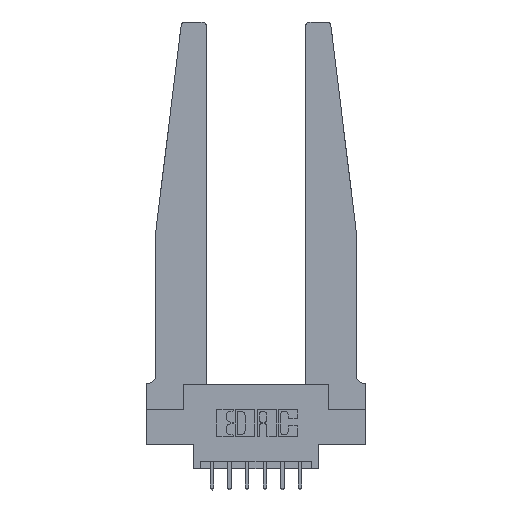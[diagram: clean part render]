
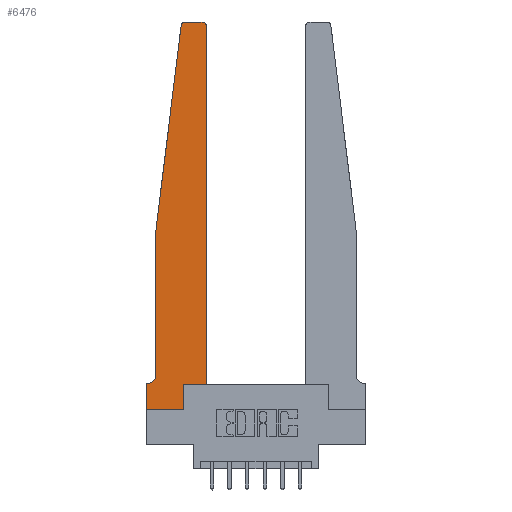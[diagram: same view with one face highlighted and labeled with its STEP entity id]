
A CAD part, top view. The second image highlights one B-rep face of the part: STEP entity #6476.
In plain terms, the highlighted planar face has unit normal (0, 0, 1).
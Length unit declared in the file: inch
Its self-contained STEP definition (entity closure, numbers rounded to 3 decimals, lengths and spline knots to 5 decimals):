
#182 = VECTOR ( 'NONE', #13683, 39.37008 ) ;
#313 = EDGE_CURVE ( 'NONE', #5655, #10236, #12324, .T. ) ;
#337 = ORIENTED_EDGE ( 'NONE', *, *, #5986, .T. ) ;
#470 = ORIENTED_EDGE ( 'NONE', *, *, #5984, .T. ) ;
#551 = CARTESIAN_POINT ( 'NONE',  ( 0.425, 0.18, 0.37 ) ) ;
#586 = LINE ( 'NONE', #8691, #8448 ) ;
#658 = ORIENTED_EDGE ( 'NONE', *, *, #1329, .T. ) ;
#660 = CARTESIAN_POINT ( 'NONE',  ( 0.065, 1.25, 0.37 ) ) ;
#769 = VECTOR ( 'NONE', #13497, 39.37008 ) ;
#940 = DIRECTION ( 'NONE',  ( 1., 0., 0. ) ) ;
#1231 = VERTEX_POINT ( 'NONE', #4980 ) ;
#1243 = DIRECTION ( 'NONE',  ( 0., 0., 1. ) ) ;
#1329 = EDGE_CURVE ( 'NONE', #2486, #3832, #9230, .T. ) ;
#1440 = CARTESIAN_POINT ( 'NONE',  ( 0.2605, 0.18, 0.37 ) ) ;
#1443 = VERTEX_POINT ( 'NONE', #2147 ) ;
#1683 = VECTOR ( 'NONE', #12988, 39.37008 ) ;
#1711 = CARTESIAN_POINT ( 'NONE',  ( 0.065, 0.2375, 0.37 ) ) ;
#2055 = EDGE_CURVE ( 'NONE', #5435, #1443, #9701, .T. ) ;
#2147 = CARTESIAN_POINT ( 'NONE',  ( 0.2605, 0., 0.37 ) ) ;
#2283 = DIRECTION ( 'NONE',  ( -1., 0., 0. ) ) ;
#2318 = EDGE_CURVE ( 'NONE', #1231, #5435, #12276, .T. ) ;
#2347 = AXIS2_PLACEMENT_3D ( 'NONE', #2609, #10054, #3716 ) ;
#2486 = VERTEX_POINT ( 'NONE', #660 ) ;
#2592 = CARTESIAN_POINT ( 'NONE',  ( 0., 0., 0.37 ) ) ;
#2609 = CARTESIAN_POINT ( 'NONE',  ( 0., 0.1875, 0.37 ) ) ;
#2681 = LINE ( 'NONE', #5309, #182 ) ;
#2717 = EDGE_CURVE ( 'NONE', #3259, #1231, #2681, .T. ) ;
#2765 = CIRCLE ( 'NONE', #6473, 0.03 ) ;
#2793 = CARTESIAN_POINT ( 'NONE',  ( 0.425, 2.72, 0.37 ) ) ;
#2901 = AXIS2_PLACEMENT_3D ( 'NONE', #6257, #13566, #7340 ) ;
#3240 = LINE ( 'NONE', #3248, #11356 ) ;
#3248 = CARTESIAN_POINT ( 'NONE',  ( 0.425, 0.18, 0.37 ) ) ;
#3259 = VERTEX_POINT ( 'NONE', #9830 ) ;
#3580 = VECTOR ( 'NONE', #4137, 39.37008 ) ;
#3626 = DIRECTION ( 'NONE',  ( 0., 1., 0. ) ) ;
#3716 = DIRECTION ( 'NONE',  ( 1., 0., 0. ) ) ;
#3832 = VERTEX_POINT ( 'NONE', #1711 ) ;
#4137 = DIRECTION ( 'NONE',  ( 0., -1., 0. ) ) ;
#4356 = DIRECTION ( 'NONE',  ( 1., 0., 0. ) ) ;
#4423 = AXIS2_PLACEMENT_3D ( 'NONE', #7888, #13228, #4542 ) ;
#4494 = VECTOR ( 'NONE', #8209, 39.37008 ) ;
#4542 = DIRECTION ( 'NONE',  ( 1., 0., 0. ) ) ;
#4980 = CARTESIAN_POINT ( 'NONE',  ( 0., 0.1875, 0.37 ) ) ;
#5163 = EDGE_CURVE ( 'NONE', #6528, #6633, #12366, .T. ) ;
#5309 = CARTESIAN_POINT ( 'NONE',  ( 0.065, 0.1875, 0.37 ) ) ;
#5435 = VERTEX_POINT ( 'NONE', #5633 ) ;
#5511 = EDGE_CURVE ( 'NONE', #1443, #11061, #13322, .T. ) ;
#5616 = FACE_OUTER_BOUND ( 'NONE', #6209, .T. ) ;
#5633 = CARTESIAN_POINT ( 'NONE',  ( 0., 0., 0.37 ) ) ;
#5655 = VERTEX_POINT ( 'NONE', #13300 ) ;
#5984 = EDGE_CURVE ( 'NONE', #8987, #5655, #586, .T. ) ;
#5986 = EDGE_CURVE ( 'NONE', #6633, #8987, #2765, .T. ) ;
#6175 = ORIENTED_EDGE ( 'NONE', *, *, #11245, .T. ) ;
#6209 = EDGE_LOOP ( 'NONE', ( #470, #13218, #6175, #658, #10939, #10835, #12147, #6798, #12351, #12680, #11566, #337 ) ) ;
#6257 = CARTESIAN_POINT ( 'NONE',  ( 0.015, 0.2375, 0.37 ) ) ;
#6473 = AXIS2_PLACEMENT_3D ( 'NONE', #7664, #1243, #8734 ) ;
#6476 = ADVANCED_FACE ( 'NONE', ( #5616 ), #13132, .T. ) ;
#6477 = CARTESIAN_POINT ( 'NONE',  ( 0.24675, 2.72367, 0.37 ) ) ;
#6528 = VERTEX_POINT ( 'NONE', #551 ) ;
#6633 = VERTEX_POINT ( 'NONE', #2793 ) ;
#6798 = ORIENTED_EDGE ( 'NONE', *, *, #2055, .T. ) ;
#7238 = VECTOR ( 'NONE', #940, 39.37008 ) ;
#7340 = DIRECTION ( 'NONE',  ( -1., 0., 0. ) ) ;
#7376 = CARTESIAN_POINT ( 'NONE',  ( 0., 0., 0.37 ) ) ;
#7643 = LINE ( 'NONE', #8255, #4494 ) ;
#7664 = CARTESIAN_POINT ( 'NONE',  ( 0.395, 2.72, 0.37 ) ) ;
#7888 = CARTESIAN_POINT ( 'NONE',  ( 0.27653, 2.72, 0.37 ) ) ;
#8209 = DIRECTION ( 'NONE',  ( -0.122, -0.992, 0. ) ) ;
#8255 = CARTESIAN_POINT ( 'NONE',  ( 0.065, 1.25, 0.37 ) ) ;
#8448 = VECTOR ( 'NONE', #2283, 39.37008 ) ;
#8453 = EDGE_CURVE ( 'NONE', #3832, #3259, #9378, .T. ) ;
#8691 = CARTESIAN_POINT ( 'NONE',  ( 0.25, 2.75, 0.37 ) ) ;
#8734 = DIRECTION ( 'NONE',  ( 1., 0., 0. ) ) ;
#8987 = VERTEX_POINT ( 'NONE', #9177 ) ;
#9177 = CARTESIAN_POINT ( 'NONE',  ( 0.395, 2.75, 0.37 ) ) ;
#9230 = LINE ( 'NONE', #9422, #3580 ) ;
#9378 = CIRCLE ( 'NONE', #2901, 0.05 ) ;
#9422 = CARTESIAN_POINT ( 'NONE',  ( 0.065, 1.25, 0.37 ) ) ;
#9701 = LINE ( 'NONE', #7376, #7238 ) ;
#9830 = CARTESIAN_POINT ( 'NONE',  ( 0.015, 0.1875, 0.37 ) ) ;
#10054 = DIRECTION ( 'NONE',  ( 0., 0., 1. ) ) ;
#10236 = VERTEX_POINT ( 'NONE', #6477 ) ;
#10571 = VECTOR ( 'NONE', #3626, 39.37008 ) ;
#10835 = ORIENTED_EDGE ( 'NONE', *, *, #2717, .T. ) ;
#10939 = ORIENTED_EDGE ( 'NONE', *, *, #8453, .T. ) ;
#11061 = VERTEX_POINT ( 'NONE', #12038 ) ;
#11245 = EDGE_CURVE ( 'NONE', #10236, #2486, #7643, .T. ) ;
#11356 = VECTOR ( 'NONE', #4356, 39.37008 ) ;
#11566 = ORIENTED_EDGE ( 'NONE', *, *, #5163, .T. ) ;
#12038 = CARTESIAN_POINT ( 'NONE',  ( 0.2605, 0.18, 0.37 ) ) ;
#12147 = ORIENTED_EDGE ( 'NONE', *, *, #2318, .T. ) ;
#12276 = LINE ( 'NONE', #2592, #1683 ) ;
#12324 = CIRCLE ( 'NONE', #4423, 0.03 ) ;
#12351 = ORIENTED_EDGE ( 'NONE', *, *, #5511, .T. ) ;
#12366 = LINE ( 'NONE', #12463, #769 ) ;
#12463 = CARTESIAN_POINT ( 'NONE',  ( 0.425, 0.18, 0.37 ) ) ;
#12680 = ORIENTED_EDGE ( 'NONE', *, *, #13098, .T. ) ;
#12988 = DIRECTION ( 'NONE',  ( 0., -1., 0. ) ) ;
#13098 = EDGE_CURVE ( 'NONE', #11061, #6528, #3240, .T. ) ;
#13132 = PLANE ( 'NONE',  #2347 ) ;
#13218 = ORIENTED_EDGE ( 'NONE', *, *, #313, .T. ) ;
#13228 = DIRECTION ( 'NONE',  ( 0., 0., 1. ) ) ;
#13300 = CARTESIAN_POINT ( 'NONE',  ( 0.27653, 2.75, 0.37 ) ) ;
#13322 = LINE ( 'NONE', #1440, #10571 ) ;
#13497 = DIRECTION ( 'NONE',  ( 0., 1., 0. ) ) ;
#13566 = DIRECTION ( 'NONE',  ( 0., 0., -1. ) ) ;
#13683 = DIRECTION ( 'NONE',  ( -1., 0., 0. ) ) ;
